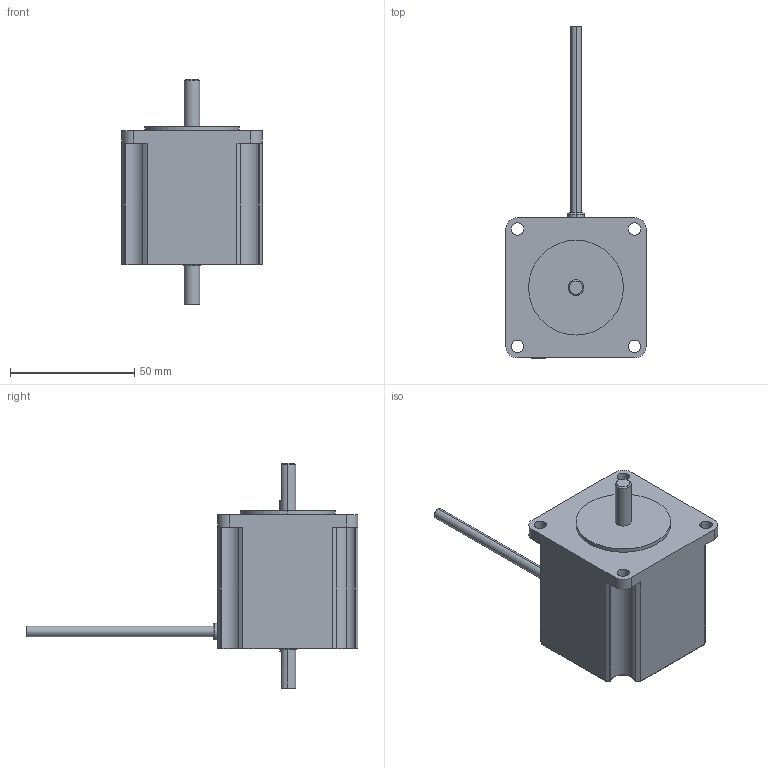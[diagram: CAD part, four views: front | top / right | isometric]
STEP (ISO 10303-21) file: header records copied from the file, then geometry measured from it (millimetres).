
FILE_DESCRIPTION (( 'STEP AP214' ), '1' );
FILE_NAME ('STP-MTRAC-23055D from HT23-553-CAA r1.STEP', '2019-08-20T16:11:02', ( '' ), ( '' ), 'SwSTEP 2.0', 'SolidWorks 2017', '' );
FILE_SCHEMA (( 'AUTOMOTIVE_DESIGN' ));
Length unit declared in the file: millimetre
Products named in the file (1): STP-MTRAC-23055D from  HT23-553-CAA r1
Bounding box: 56.4 x 133.5 x 90.65 mm (x, y, z)
Volume: 159045.3 mm3; surface area: 20575.4 mm2
Topology: 1 solids, 1 shells, 165 faces, 420 edges, 264 vertices
Faces by surface type: cylinder 62, torus 42, plane 25, bspline 23, sphere 10, cone 3
Entity records: 8732 total; most frequent: CARTESIAN_POINT 4809, ORIENTED_EDGE 826, DIRECTION 822, EDGE_CURVE 413, AXIS2_PLACEMENT_3D 363, VERTEX_POINT 261, CIRCLE 220, EDGE_LOOP 184
